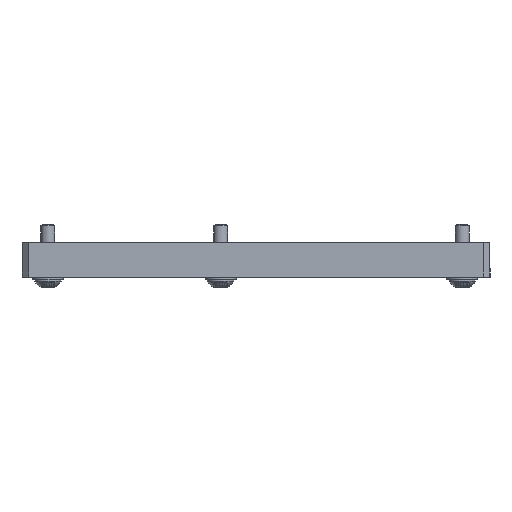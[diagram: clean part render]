
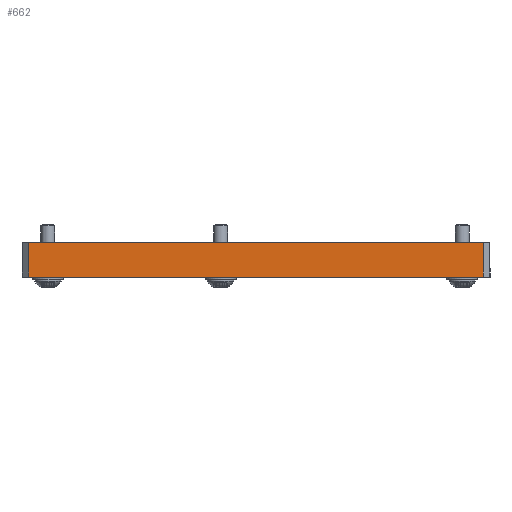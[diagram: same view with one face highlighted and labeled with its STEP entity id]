
A CAD part, left-side view. The second image highlights one B-rep face of the part: STEP entity #662.
In plain terms, the highlighted face is planar.
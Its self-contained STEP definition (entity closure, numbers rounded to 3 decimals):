
#58 = VERTEX_POINT ( 'NONE', #1954 ) ;
#214 = ORIENTED_EDGE ( 'NONE', *, *, #1442, .F. ) ;
#395 = LINE ( 'NONE', #1529, #2515 ) ;
#480 = VERTEX_POINT ( 'NONE', #1549 ) ;
#490 = ORIENTED_EDGE ( 'NONE', *, *, #1584, .T. ) ;
#662 = ADVANCED_FACE ( 'NONE', ( #1754 ), #1930, .F. ) ;
#670 = ORIENTED_EDGE ( 'NONE', *, *, #1181, .T. ) ;
#773 = CARTESIAN_POINT ( 'NONE',  ( 353.5, 0., -133.5 ) ) ;
#890 = EDGE_CURVE ( 'NONE', #480, #58, #395, .T. ) ;
#922 = LINE ( 'NONE', #1900, #3124 ) ;
#985 = DIRECTION ( 'NONE',  ( 0., 0., 1. ) ) ;
#1181 = EDGE_CURVE ( 'NONE', #58, #2729, #1503, .T. ) ;
#1442 = EDGE_CURVE ( 'NONE', #3033, #2729, #2922, .T. ) ;
#1454 = CARTESIAN_POINT ( 'NONE',  ( 353.5, -10., -135.5 ) ) ;
#1486 = DIRECTION ( 'NONE',  ( -1., 0., 0. ) ) ;
#1503 = LINE ( 'NONE', #773, #1941 ) ;
#1529 = CARTESIAN_POINT ( 'NONE',  ( 353.5, -10., 0. ) ) ;
#1549 = CARTESIAN_POINT ( 'NONE',  ( 353.5, -10., -2. ) ) ;
#1584 = EDGE_CURVE ( 'NONE', #3033, #480, #922, .T. ) ;
#1597 = DIRECTION ( 'NONE',  ( 0., 0., -1. ) ) ;
#1621 = ORIENTED_EDGE ( 'NONE', *, *, #890, .T. ) ;
#1672 = CARTESIAN_POINT ( 'NONE',  ( 353.5, 0., 0. ) ) ;
#1691 = CARTESIAN_POINT ( 'NONE',  ( 353.5, 0., -133.5 ) ) ;
#1754 = FACE_OUTER_BOUND ( 'NONE', #3089, .T. ) ;
#1900 = CARTESIAN_POINT ( 'NONE',  ( 353.5, -10., -2. ) ) ;
#1930 = PLANE ( 'NONE',  #3138 ) ;
#1941 = VECTOR ( 'NONE', #2753, 1000. ) ;
#1954 = CARTESIAN_POINT ( 'NONE',  ( 353.5, -10., -133.5 ) ) ;
#1968 = CARTESIAN_POINT ( 'NONE',  ( 353.5, 0., -2. ) ) ;
#2515 = VECTOR ( 'NONE', #1597, 1000. ) ;
#2652 = DIRECTION ( 'NONE',  ( 0., 0., -1. ) ) ;
#2729 = VERTEX_POINT ( 'NONE', #1691 ) ;
#2753 = DIRECTION ( 'NONE',  ( 0., 1., 0. ) ) ;
#2874 = DIRECTION ( 'NONE',  ( 0., -1., 0. ) ) ;
#2922 = LINE ( 'NONE', #1672, #2955 ) ;
#2955 = VECTOR ( 'NONE', #2652, 1000. ) ;
#3033 = VERTEX_POINT ( 'NONE', #1968 ) ;
#3089 = EDGE_LOOP ( 'NONE', ( #214, #490, #1621, #670 ) ) ;
#3124 = VECTOR ( 'NONE', #2874, 1000. ) ;
#3138 = AXIS2_PLACEMENT_3D ( 'NONE', #1454, #1486, #985 ) ;
